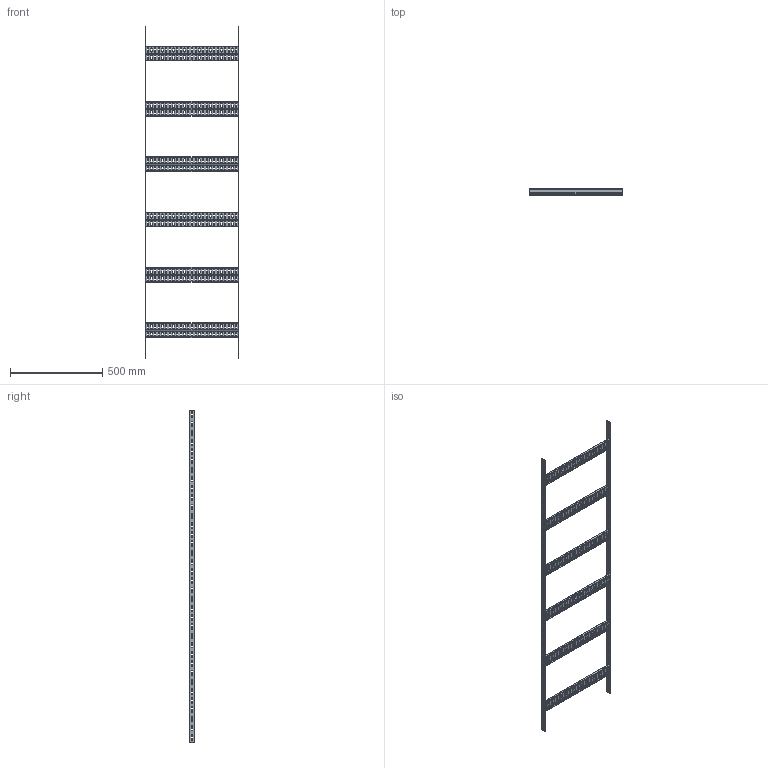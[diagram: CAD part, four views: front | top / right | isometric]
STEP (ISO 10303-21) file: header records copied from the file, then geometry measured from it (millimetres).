
FILE_DESCRIPTION((''),'2;1');
FILE_NAME('403050_ASM','2018-11-07T15:15:38',('tomasz.grudniewski'),(''),'CREO PARAMETRIC BY PTC INC, 2018260','CREO PARAMETRIC BY PTC INC, 2018260','');
FILE_SCHEMA(('CONFIG_CONTROL_DESIGN'));
Length unit declared in the file: millimetre
Products named in the file (3): DOZ_H30_2_3M_PRT; DOCZ_H30_1_500_PRT; 403050_ASM
Assembly tree (8 placements, depth 2):
  403050_ASM
    DOZ_H30_2_3M_PRT  x2
    DOCZ_H30_1_500_PRT  x6
Bounding box: 506 x 30 x 1800 mm (x, y, z)
Volume: 886643 mm3; surface area: 881186.8 mm2
Topology: 8 solids, 8 shells, 1736 faces, 4968 edges, 3248 vertices
Faces by surface type: plane 936, cylinder 800
Entity records: 13408 total; most frequent: DIRECTION 2306, CARTESIAN_POINT 2279, ORIENTED_EDGE 2264, EDGE_CURVE 1132, AXIS2_PLACEMENT_3D 771, VECTOR 764, LINE 764, VERTEX_POINT 744
